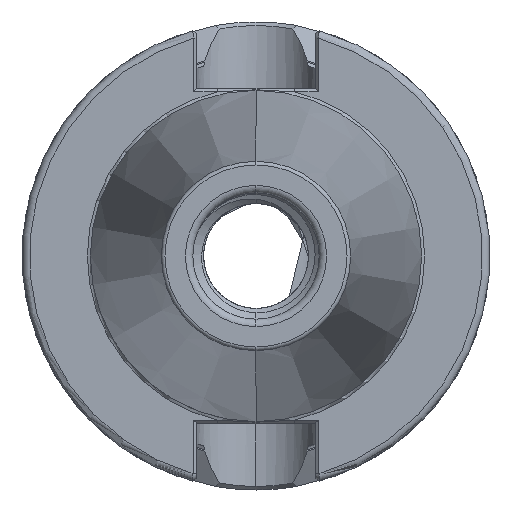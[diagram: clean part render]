
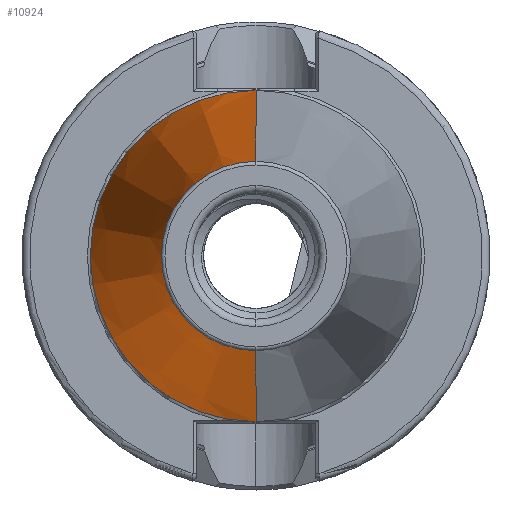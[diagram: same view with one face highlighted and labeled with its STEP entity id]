
A CAD part, left-side view. The second image highlights one B-rep face of the part: STEP entity #10924.
In plain terms, the highlighted conical face has half-angle 8.297 degrees and reference radius 22.298 mm.
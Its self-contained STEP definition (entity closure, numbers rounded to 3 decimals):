
#344 = AXIS2_PLACEMENT_3D ( 'NONE', #14130, #14108, #14112 ) ;
#351 = AXIS2_PLACEMENT_3D ( 'NONE', #14161, #14162, #14163 ) ;
#417 = ORIENTED_EDGE ( 'NONE', *, *, #3590, .F. ) ;
#423 = ORIENTED_EDGE ( 'NONE', *, *, #3556, .T. ) ;
#452 = ORIENTED_EDGE ( 'NONE', *, *, #3577, .F. ) ;
#457 = ORIENTED_EDGE ( 'NONE', *, *, #3537, .T. ) ;
#1173 = EDGE_LOOP ( 'NONE', ( #423, #457, #452, #417 ) ) ;
#1486 = AXIS2_PLACEMENT_3D ( 'NONE', #17886, #17900, #17888 ) ;
#2821 = FACE_OUTER_BOUND ( 'NONE', #1173, .T. ) ;
#2829 = CONICAL_SURFACE ( 'NONE', #1486, 22.298, 0.145 ) ;
#3537 = EDGE_CURVE ( 'NONE', #5753, #4857, #8520, .T. ) ;
#3556 = EDGE_CURVE ( 'NONE', #4829, #5753, #8524, .T. ) ;
#3577 = EDGE_CURVE ( 'NONE', #5771, #4857, #8478, .T. ) ;
#3590 = EDGE_CURVE ( 'NONE', #4829, #5771, #8321, .T. ) ;
#4620 = CARTESIAN_POINT ( 'NONE',  ( -1.5, 0., 22.298 ) ) ;
#4626 = CARTESIAN_POINT ( 'NONE',  ( -66.972, 0., -12.75 ) ) ;
#4829 = VERTEX_POINT ( 'NONE', #4626 ) ;
#4857 = VERTEX_POINT ( 'NONE', #4620 ) ;
#5753 = VERTEX_POINT ( 'NONE', #6708 ) ;
#5771 = VERTEX_POINT ( 'NONE', #6832 ) ;
#6708 = CARTESIAN_POINT ( 'NONE',  ( -66.972, 0., 12.75 ) ) ;
#6832 = CARTESIAN_POINT ( 'NONE',  ( -1.5, 0., -22.298 ) ) ;
#8321 = LINE ( 'NONE', #14244, #8346 ) ;
#8346 = VECTOR ( 'NONE', #14245, 1000. ) ;
#8478 = CIRCLE ( 'NONE', #351, 22.298 ) ;
#8509 = VECTOR ( 'NONE', #14754, 1000. ) ;
#8520 = LINE ( 'NONE', #14760, #8509 ) ;
#8524 = CIRCLE ( 'NONE', #344, 12.75 ) ;
#10924 = ADVANCED_FACE ( 'NONE', ( #2821 ), #2829, .T. ) ;
#14108 = DIRECTION ( 'NONE',  ( 1., 0., 0. ) ) ;
#14112 = DIRECTION ( 'NONE',  ( 0., 0., -1. ) ) ;
#14130 = CARTESIAN_POINT ( 'NONE',  ( -66.972, 0., 0. ) ) ;
#14161 = CARTESIAN_POINT ( 'NONE',  ( -1.5, 0., 0. ) ) ;
#14162 = DIRECTION ( 'NONE',  ( 1., 0., 0. ) ) ;
#14163 = DIRECTION ( 'NONE',  ( 0., 0., -1. ) ) ;
#14244 = CARTESIAN_POINT ( 'NONE',  ( -1.5, 0., -22.298 ) ) ;
#14245 = DIRECTION ( 'NONE',  ( 0.99, 0., -0.144 ) ) ;
#14754 = DIRECTION ( 'NONE',  ( 0.99, 0., 0.144 ) ) ;
#14760 = CARTESIAN_POINT ( 'NONE',  ( -1.5, 0., 22.298 ) ) ;
#17886 = CARTESIAN_POINT ( 'NONE',  ( -1.5, 0., 0. ) ) ;
#17888 = DIRECTION ( 'NONE',  ( 0., 0., -1. ) ) ;
#17900 = DIRECTION ( 'NONE',  ( 1., 0., 0. ) ) ;
